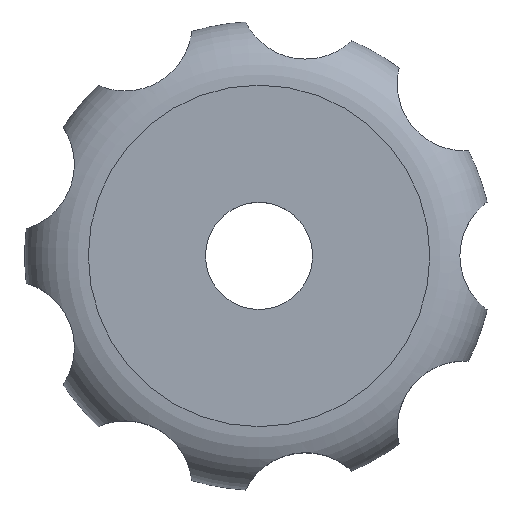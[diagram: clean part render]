
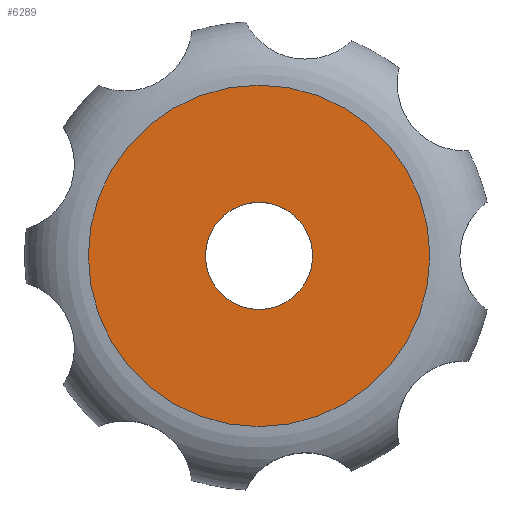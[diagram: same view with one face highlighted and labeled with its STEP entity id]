
A CAD part, top view. The second image highlights one B-rep face of the part: STEP entity #6289.
In plain terms, the highlighted planar face has unit normal (0, 0, 1).
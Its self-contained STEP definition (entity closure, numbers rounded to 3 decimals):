
#100 = TOROIDAL_SURFACE('',#101,5.1,1.9);
#101 = AXIS2_PLACEMENT_3D('',#102,#103,#104);
#102 = CARTESIAN_POINT('',(0.,0.,2.1));
#103 = DIRECTION('',(0.,0.,1.));
#104 = DIRECTION('',(1.,0.,0.));
#3423 = VERTEX_POINT('',#3424);
#3424 = CARTESIAN_POINT('',(5.1,0.,4.));
#3444 = EDGE_CURVE('',#3423,#3423,#3445,.T.);
#3445 = SURFACE_CURVE('',#3446,(#3451,#3458),.PCURVE_S1.);
#3446 = CIRCLE('',#3447,5.1);
#3447 = AXIS2_PLACEMENT_3D('',#3448,#3449,#3450);
#3448 = CARTESIAN_POINT('',(0.,0.,4.));
#3449 = DIRECTION('',(0.,0.,1.));
#3450 = DIRECTION('',(1.,0.,0.));
#3451 = PCURVE('',#100,#3452);
#3452 = DEFINITIONAL_REPRESENTATION('',(#3453),#3457);
#3453 = LINE('',#3454,#3455);
#3454 = CARTESIAN_POINT('',(0.,1.571));
#3455 = VECTOR('',#3456,1.);
#3456 = DIRECTION('',(1.,0.));
#3457 = ( GEOMETRIC_REPRESENTATION_CONTEXT(2) 
PARAMETRIC_REPRESENTATION_CONTEXT() REPRESENTATION_CONTEXT('2D SPACE',''
  ) );
#3458 = PCURVE('',#3459,#3464);
#3459 = PLANE('',#3460);
#3460 = AXIS2_PLACEMENT_3D('',#3461,#3462,#3463);
#3461 = CARTESIAN_POINT('',(0.,0.,4.));
#3462 = DIRECTION('',(0.,0.,1.));
#3463 = DIRECTION('',(1.,0.,0.));
#3464 = DEFINITIONAL_REPRESENTATION('',(#3465),#3469);
#3465 = CIRCLE('',#3466,5.1);
#3466 = AXIS2_PLACEMENT_2D('',#3467,#3468);
#3467 = CARTESIAN_POINT('',(0.,0.));
#3468 = DIRECTION('',(1.,0.));
#3469 = ( GEOMETRIC_REPRESENTATION_CONTEXT(2) 
PARAMETRIC_REPRESENTATION_CONTEXT() REPRESENTATION_CONTEXT('2D SPACE',''
  ) );
#6289 = ADVANCED_FACE('',(#6290,#6293),#3459,.T.);
#6290 = FACE_BOUND('',#6291,.T.);
#6291 = EDGE_LOOP('',(#6292));
#6292 = ORIENTED_EDGE('',*,*,#3444,.T.);
#6293 = FACE_BOUND('',#6294,.T.);
#6294 = EDGE_LOOP('',(#6295));
#6295 = ORIENTED_EDGE('',*,*,#6296,.F.);
#6296 = EDGE_CURVE('',#6297,#6297,#6299,.T.);
#6297 = VERTEX_POINT('',#6298);
#6298 = CARTESIAN_POINT('',(1.6,-0.,4.));
#6299 = SURFACE_CURVE('',#6300,(#6305,#6312),.PCURVE_S1.);
#6300 = CIRCLE('',#6301,1.6);
#6301 = AXIS2_PLACEMENT_3D('',#6302,#6303,#6304);
#6302 = CARTESIAN_POINT('',(0.,0.,4.));
#6303 = DIRECTION('',(0.,0.,1.));
#6304 = DIRECTION('',(1.,0.,-0.));
#6305 = PCURVE('',#3459,#6306);
#6306 = DEFINITIONAL_REPRESENTATION('',(#6307),#6311);
#6307 = CIRCLE('',#6308,1.6);
#6308 = AXIS2_PLACEMENT_2D('',#6309,#6310);
#6309 = CARTESIAN_POINT('',(0.,0.));
#6310 = DIRECTION('',(1.,0.));
#6311 = ( GEOMETRIC_REPRESENTATION_CONTEXT(2) 
PARAMETRIC_REPRESENTATION_CONTEXT() REPRESENTATION_CONTEXT('2D SPACE',''
  ) );
#6312 = PCURVE('',#6313,#6318);
#6313 = CYLINDRICAL_SURFACE('',#6314,1.6);
#6314 = AXIS2_PLACEMENT_3D('',#6315,#6316,#6317);
#6315 = CARTESIAN_POINT('',(0.,0.,0.));
#6316 = DIRECTION('',(0.,0.,1.));
#6317 = DIRECTION('',(1.,0.,0.));
#6318 = DEFINITIONAL_REPRESENTATION('',(#6319),#6323);
#6319 = LINE('',#6320,#6321);
#6320 = CARTESIAN_POINT('',(0.,4.));
#6321 = VECTOR('',#6322,1.);
#6322 = DIRECTION('',(1.,0.));
#6323 = ( GEOMETRIC_REPRESENTATION_CONTEXT(2) 
PARAMETRIC_REPRESENTATION_CONTEXT() REPRESENTATION_CONTEXT('2D SPACE',''
  ) );
